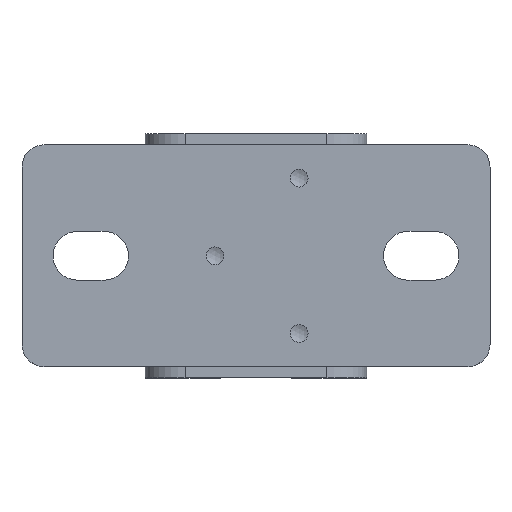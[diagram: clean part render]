
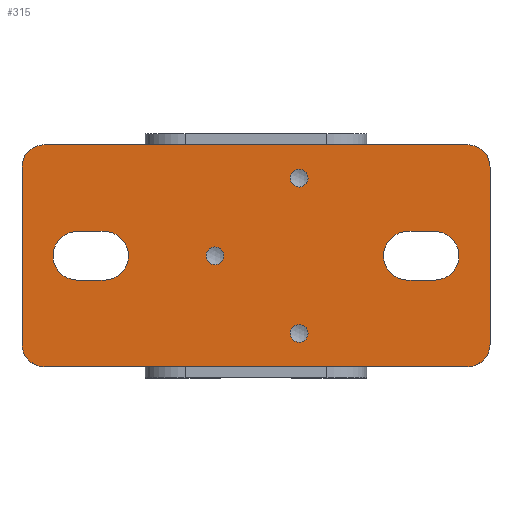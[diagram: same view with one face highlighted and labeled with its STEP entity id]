
A CAD part, top view. The second image highlights one B-rep face of the part: STEP entity #315.
In plain terms, the highlighted face is planar.
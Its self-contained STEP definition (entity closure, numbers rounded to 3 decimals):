
#315=ADVANCED_FACE('',(#612,#613,#614,#615,#616,#617),#618,.F.);
#612=FACE_OUTER_BOUND('',#894,.T.);
#613=FACE_BOUND('',#895,.T.);
#614=FACE_BOUND('',#896,.T.);
#615=FACE_BOUND('',#897,.T.);
#616=FACE_BOUND('',#898,.T.);
#617=FACE_BOUND('',#899,.T.);
#618=PLANE('',#900);
#894=EDGE_LOOP('',(#1517,#1518,#1519,#1520,#1521,#1522,#1523,#1524));
#895=EDGE_LOOP('',(#1525));
#896=EDGE_LOOP('',(#1526,#1527,#1528,#1529));
#897=EDGE_LOOP('',(#1530,#1531,#1532,#1533));
#898=EDGE_LOOP('',(#1534));
#899=EDGE_LOOP('',(#1535));
#900=AXIS2_PLACEMENT_3D('',#1536,#1537,#1538);
#1517=ORIENTED_EDGE('',*,*,#1619,.T.);
#1518=ORIENTED_EDGE('',*,*,#1841,.T.);
#1519=ORIENTED_EDGE('',*,*,#1721,.T.);
#1520=ORIENTED_EDGE('',*,*,#1772,.T.);
#1521=ORIENTED_EDGE('',*,*,#1847,.T.);
#1522=ORIENTED_EDGE('',*,*,#1699,.T.);
#1523=ORIENTED_EDGE('',*,*,#1759,.T.);
#1524=ORIENTED_EDGE('',*,*,#1826,.T.);
#1525=ORIENTED_EDGE('',*,*,#1628,.F.);
#1526=ORIENTED_EDGE('',*,*,#1661,.F.);
#1527=ORIENTED_EDGE('',*,*,#1666,.F.);
#1528=ORIENTED_EDGE('',*,*,#1805,.F.);
#1529=ORIENTED_EDGE('',*,*,#1848,.F.);
#1530=ORIENTED_EDGE('',*,*,#1779,.F.);
#1531=ORIENTED_EDGE('',*,*,#1811,.F.);
#1532=ORIENTED_EDGE('',*,*,#1776,.F.);
#1533=ORIENTED_EDGE('',*,*,#1833,.F.);
#1534=ORIENTED_EDGE('',*,*,#1648,.F.);
#1535=ORIENTED_EDGE('',*,*,#1650,.F.);
#1536=CARTESIAN_POINT('',(-563.331,1758.993,6480.613));
#1537=DIRECTION('',(0.,-1.,0.));
#1538=DIRECTION('',(0.,0.,-1.));
#1619=EDGE_CURVE('',#1893,#1891,#1894,.T.);
#1628=EDGE_CURVE('',#1908,#1908,#1909,.T.);
#1648=EDGE_CURVE('',#1942,#1942,#1943,.T.);
#1650=EDGE_CURVE('',#1945,#1945,#1946,.T.);
#1661=EDGE_CURVE('',#1963,#1965,#1966,.T.);
#1666=EDGE_CURVE('',#1971,#1963,#1973,.T.);
#1699=EDGE_CURVE('',#2029,#2027,#2030,.T.);
#1721=EDGE_CURVE('',#2063,#2061,#2064,.T.);
#1759=EDGE_CURVE('',#2027,#2121,#2123,.T.);
#1772=EDGE_CURVE('',#2061,#2140,#2142,.T.);
#1776=EDGE_CURVE('',#2147,#2149,#2150,.T.);
#1779=EDGE_CURVE('',#2153,#2154,#2155,.T.);
#1805=EDGE_CURVE('',#2183,#1971,#2184,.T.);
#1811=EDGE_CURVE('',#2149,#2153,#2191,.T.);
#1826=EDGE_CURVE('',#2121,#1893,#2210,.T.);
#1833=EDGE_CURVE('',#2154,#2147,#2217,.T.);
#1841=EDGE_CURVE('',#1891,#2063,#2225,.T.);
#1847=EDGE_CURVE('',#2140,#2029,#2231,.T.);
#1848=EDGE_CURVE('',#1965,#2183,#2232,.T.);
#1891=VERTEX_POINT('',#2283);
#1893=VERTEX_POINT('',#2286);
#1894=CIRCLE('',#2287,10.);
#1908=VERTEX_POINT('',#2306);
#1909=CIRCLE('',#2307,4.);
#1942=VERTEX_POINT('',#2354);
#1943=CIRCLE('',#2355,4.);
#1945=VERTEX_POINT('',#2357);
#1946=CIRCLE('',#2358,4.);
#1963=VERTEX_POINT('',#2379);
#1965=VERTEX_POINT('',#2382);
#1966=CIRCLE('',#2383,11.);
#1971=VERTEX_POINT('',#2390);
#1973=LINE('',#2393,#2394);
#2027=VERTEX_POINT('',#2461);
#2029=VERTEX_POINT('',#2464);
#2030=LINE('',#2465,#2466);
#2061=VERTEX_POINT('',#2522);
#2063=VERTEX_POINT('',#2525);
#2064=CIRCLE('',#2526,10.);
#2121=VERTEX_POINT('',#2608);
#2123=CIRCLE('',#2611,10.);
#2140=VERTEX_POINT('',#2646);
#2142=LINE('',#2649,#2650);
#2147=VERTEX_POINT('',#2655);
#2149=VERTEX_POINT('',#2658);
#2150=CIRCLE('',#2659,11.);
#2153=VERTEX_POINT('',#2663);
#2154=VERTEX_POINT('',#2664);
#2155=CIRCLE('',#2665,11.);
#2183=VERTEX_POINT('',#2728);
#2184=CIRCLE('',#2729,11.);
#2191=LINE('',#2738,#2739);
#2210=LINE('',#2761,#2762);
#2217=LINE('',#2772,#2773);
#2225=LINE('',#2784,#2785);
#2231=CIRCLE('',#2791,10.);
#2232=LINE('',#2792,#2793);
#2283=CARTESIAN_POINT('',(-573.331,1758.993,6480.613));
#2286=CARTESIAN_POINT('',(-563.331,1758.993,6470.613));
#2287=AXIS2_PLACEMENT_3D('',#2830,#2831,#2832);
#2306=CARTESIAN_POINT('',(-488.331,1758.993,6599.613));
#2307=AXIS2_PLACEMENT_3D('',#2841,#2842,#2843);
#2354=CARTESIAN_POINT('',(-523.331,1758.993,6561.613));
#2355=AXIS2_PLACEMENT_3D('',#2876,#2877,#2878);
#2357=CARTESIAN_POINT('',(-558.331,1758.993,6599.613));
#2358=AXIS2_PLACEMENT_3D('',#2879,#2880,#2881);
#2379=CARTESIAN_POINT('',(-534.331,1758.993,6656.613));
#2382=CARTESIAN_POINT('',(-512.331,1758.993,6656.613));
#2383=AXIS2_PLACEMENT_3D('',#2893,#2894,#2895);
#2390=CARTESIAN_POINT('',(-534.331,1758.993,6644.613));
#2393=CARTESIAN_POINT('',(-534.331,1758.993,6656.613));
#2394=VECTOR('',#2899,1.);
#2461=CARTESIAN_POINT('',(-473.331,1758.993,6480.613));
#2464=CARTESIAN_POINT('',(-473.331,1758.993,6671.613));
#2465=CARTESIAN_POINT('',(-473.331,1758.993,6671.613));
#2466=VECTOR('',#2953,1.);
#2522=CARTESIAN_POINT('',(-563.331,1758.993,6681.613));
#2525=CARTESIAN_POINT('',(-573.331,1758.993,6671.613));
#2526=AXIS2_PLACEMENT_3D('',#2973,#2974,#2975);
#2608=CARTESIAN_POINT('',(-483.331,1758.993,6470.613));
#2611=AXIS2_PLACEMENT_3D('',#3028,#3029,#3030);
#2646=CARTESIAN_POINT('',(-483.331,1758.993,6681.613));
#2649=CARTESIAN_POINT('',(-483.331,1758.993,6681.613));
#2650=VECTOR('',#3038,1.);
#2655=CARTESIAN_POINT('',(-534.331,1758.993,6507.613));
#2658=CARTESIAN_POINT('',(-512.331,1758.993,6507.613));
#2659=AXIS2_PLACEMENT_3D('',#3043,#3044,#3045);
#2663=CARTESIAN_POINT('',(-512.331,1758.993,6495.613));
#2664=CARTESIAN_POINT('',(-534.331,1758.993,6495.613));
#2665=AXIS2_PLACEMENT_3D('',#3047,#3048,#3049);
#2728=CARTESIAN_POINT('',(-512.331,1758.993,6644.613));
#2729=AXIS2_PLACEMENT_3D('',#3062,#3063,#3064);
#2738=CARTESIAN_POINT('',(-512.331,1758.993,6495.613));
#2739=VECTOR('',#3070,1.);
#2761=CARTESIAN_POINT('',(-563.331,1758.993,6470.613));
#2762=VECTOR('',#3086,1.);
#2772=CARTESIAN_POINT('',(-534.331,1758.993,6495.613));
#2773=VECTOR('',#3090,1.);
#2784=CARTESIAN_POINT('',(-573.331,1758.993,6671.613));
#2785=VECTOR('',#3097,1.);
#2791=AXIS2_PLACEMENT_3D('',#3098,#3099,#3100);
#2792=CARTESIAN_POINT('',(-512.331,1758.993,6656.613));
#2793=VECTOR('',#3101,1.);
#2830=CARTESIAN_POINT('',(-563.331,1758.993,6480.613));
#2831=DIRECTION('',(0.,1.,0.));
#2832=DIRECTION('',(0.,0.,-1.));
#2841=CARTESIAN_POINT('',(-488.331,1758.993,6595.613));
#2842=DIRECTION('',(0.,1.,0.));
#2843=DIRECTION('',(0.,0.,1.));
#2876=CARTESIAN_POINT('',(-523.331,1758.993,6557.613));
#2877=DIRECTION('',(0.,1.,0.));
#2878=DIRECTION('',(0.,0.,1.));
#2879=CARTESIAN_POINT('',(-558.331,1758.993,6595.613));
#2880=DIRECTION('',(0.,1.,0.));
#2881=DIRECTION('',(0.,0.,1.));
#2893=CARTESIAN_POINT('',(-523.331,1758.993,6656.613));
#2894=DIRECTION('',(0.,1.,0.));
#2895=DIRECTION('',(0.,0.,-1.));
#2899=DIRECTION('',(0.,0.,1.));
#2953=DIRECTION('',(0.,0.,-1.));
#2973=CARTESIAN_POINT('',(-563.331,1758.993,6671.613));
#2974=DIRECTION('',(0.,1.,0.));
#2975=DIRECTION('',(0.,0.,-1.));
#3028=CARTESIAN_POINT('',(-483.331,1758.993,6480.613));
#3029=DIRECTION('',(0.,1.,0.));
#3030=DIRECTION('',(0.,0.,1.));
#3038=DIRECTION('',(1.,0.,0.));
#3043=CARTESIAN_POINT('',(-523.331,1758.993,6507.613));
#3044=DIRECTION('',(0.,1.,0.));
#3045=DIRECTION('',(0.,0.,1.));
#3047=CARTESIAN_POINT('',(-523.331,1758.993,6495.613));
#3048=DIRECTION('',(0.,1.,0.));
#3049=DIRECTION('',(0.,0.,1.));
#3062=CARTESIAN_POINT('',(-523.331,1758.993,6644.613));
#3063=DIRECTION('',(0.,1.,0.));
#3064=DIRECTION('',(0.,0.,-1.));
#3070=DIRECTION('',(0.,0.,-1.));
#3086=DIRECTION('',(-1.,0.,0.));
#3090=DIRECTION('',(0.,0.,1.));
#3097=DIRECTION('',(0.,0.,1.));
#3098=CARTESIAN_POINT('',(-483.331,1758.993,6671.613));
#3099=DIRECTION('',(0.,1.,0.));
#3100=DIRECTION('',(0.,0.,-1.));
#3101=DIRECTION('',(0.,0.,-1.));
